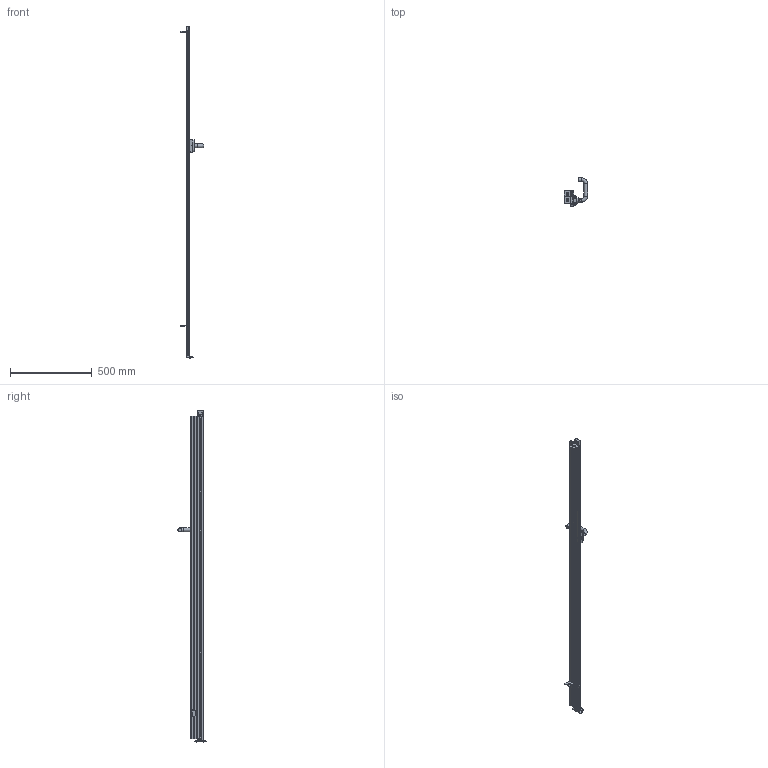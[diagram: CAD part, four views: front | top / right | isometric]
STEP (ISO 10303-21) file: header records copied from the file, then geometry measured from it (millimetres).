
FILE_DESCRIPTION(/* description */ ('16 x 80'),/* implementation_level */ '2;1');
FILE_NAME(/* name */ 'SZ8019V.stp',/* time_stamp */ '2015-11-17T13:07:26+01:00',/* author */ ('Marina Kaa'),/* organization */ (''),/* preprocessor_version */ 'ST-DEVELOPER v15.6',/* originating_system */ 'Autodesk Inventor 2015',/* authorisation */ '');
FILE_SCHEMA (('AUTOMOTIVE_DESIGN { 1 0 10303 214 3 1 1 }'));
Length unit declared in the file: millimetre
Products named in the file (19): SP3101N-SZ8019V; ME2600200_A; ME1640501_A; ME2600150_A; ME1640511_A; MK5100015_A; MK2402100_A; ISO 8734 - 6 x 14 - ADIN EN; ME1640512_A; ME2600300_A; SZ0420V_A; ME2600250_A; MK1131303016-A; ME2600400_A; MK1438351825-A; MK8100201_A; MK8100200_A; ME2600100_A; SZ8019V_A
Bounding box: 142.5 x 172.38 x 2030.5 mm (x, y, z)
Volume: 1996480.6 mm3; surface area: 837967.2 mm2
Topology: 26 solids, 26 shells, 380 faces, 973 edges, 638 vertices
Faces by surface type: cylinder 163, plane 160, cone 37, bspline 8, sphere 8, torus 4
Full cylindrical faces by diameter (mm): 4.134 x2, 4.2 x2, 5.1 x4, 5.2 x4, 5.5 x4, 6 x4, 6.6 x8, 6.647 x2, 6.65 x2, 7.2 x4, 7.7 x2, 8 x4, 8.5 x3, 9 x2, 15.9 x1, 16 x1, 23 x4, 38 x1, 38.1 x1
Entity records: 12535 total; most frequent: CARTESIAN_POINT 4616, DIRECTION 1669, ORIENTED_EDGE 1400, EDGE_CURVE 700, AXIS2_PLACEMENT_3D 659, VERTEX_POINT 499, EDGE_LOOP 443, LINE 351
